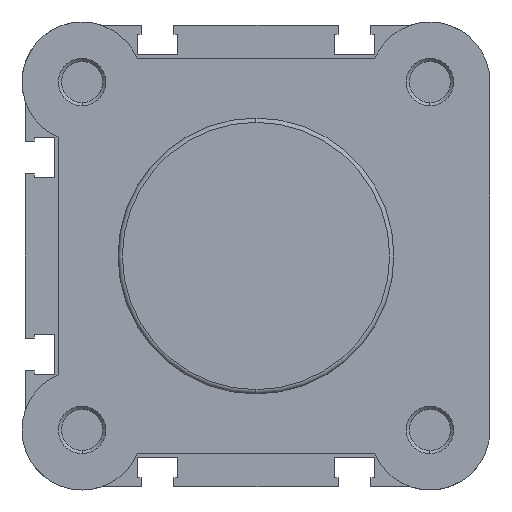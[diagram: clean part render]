
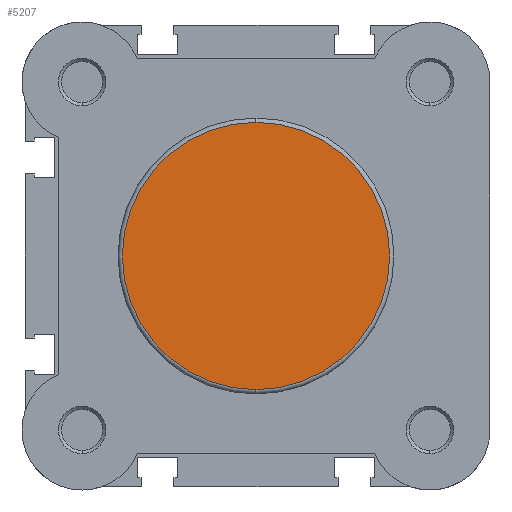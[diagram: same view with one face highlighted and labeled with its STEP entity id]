
A CAD part, left-side view. The second image highlights one B-rep face of the part: STEP entity #5207.
In plain terms, the highlighted planar face has unit normal (-1, 0, 0).
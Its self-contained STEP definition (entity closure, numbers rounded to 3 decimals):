
#840 = FACE_OUTER_BOUND ( 'NONE', #5826, .T. ) ;
#1319 = CARTESIAN_POINT ( 'NONE',  ( 0., 0., 21.7 ) ) ;
#1986 = PLANE ( 'NONE',  #5598 ) ;
#2052 = CARTESIAN_POINT ( 'NONE',  ( 0., 22.4, 0. ) ) ;
#2061 = DIRECTION ( 'NONE',  ( 1., 0., 0. ) ) ;
#2062 = DIRECTION ( 'NONE',  ( 0., 0., -1. ) ) ;
#2565 = CARTESIAN_POINT ( 'NONE',  ( 0., 0., 0. ) ) ;
#2566 = DIRECTION ( 'NONE',  ( -1., 0., 0. ) ) ;
#2567 = DIRECTION ( 'NONE',  ( 0., 0., -1. ) ) ;
#2606 = CARTESIAN_POINT ( 'NONE',  ( 0., 0., 0. ) ) ;
#2607 = DIRECTION ( 'NONE',  ( -1., 0., 0. ) ) ;
#2608 = DIRECTION ( 'NONE',  ( 0., 0., -1. ) ) ;
#3027 = CARTESIAN_POINT ( 'NONE',  ( 0., 0., -21.7 ) ) ;
#3472 = CIRCLE ( 'NONE', #5710, 21.7 ) ;
#3496 = CIRCLE ( 'NONE', #5717, 21.7 ) ;
#4296 = ORIENTED_EDGE ( 'NONE', *, *, #5903, .T. ) ;
#4297 = ORIENTED_EDGE ( 'NONE', *, *, #5918, .T. ) ;
#4782 = VERTEX_POINT ( 'NONE', #1319 ) ;
#5207 = ADVANCED_FACE ( 'NONE', ( #840 ), #1986, .F. ) ;
#5598 = AXIS2_PLACEMENT_3D ( 'NONE', #2052, #2061, #2062 ) ;
#5710 = AXIS2_PLACEMENT_3D ( 'NONE', #2565, #2566, #2567 ) ;
#5717 = AXIS2_PLACEMENT_3D ( 'NONE', #2606, #2607, #2608 ) ;
#5826 = EDGE_LOOP ( 'NONE', ( #4296, #4297 ) ) ;
#5903 = EDGE_CURVE ( 'NONE', #6138, #4782, #3472, .T. ) ;
#5918 = EDGE_CURVE ( 'NONE', #4782, #6138, #3496, .T. ) ;
#6138 = VERTEX_POINT ( 'NONE', #3027 ) ;
